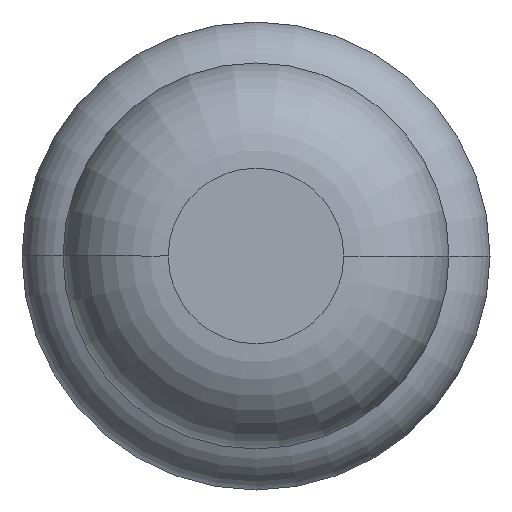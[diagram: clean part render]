
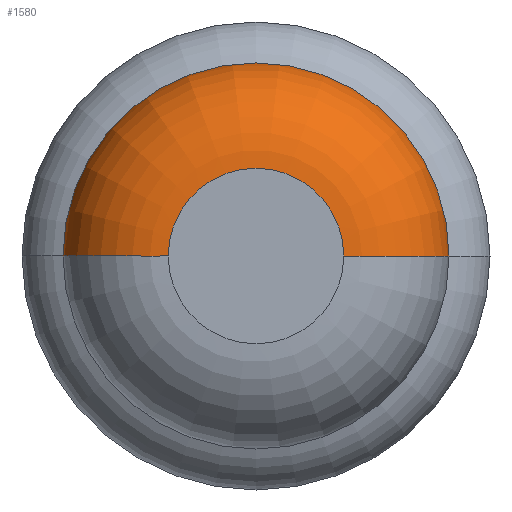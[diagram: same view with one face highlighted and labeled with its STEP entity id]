
A CAD part, front view. The second image highlights one B-rep face of the part: STEP entity #1580.
In plain terms, the highlighted toroidal (fillet/blend) face has major radius 0.375 mm and minor radius 0.45 mm.
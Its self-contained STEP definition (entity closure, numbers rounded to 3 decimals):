
#43 = VERTEX_POINT ( 'NONE', #3733 ) ;
#166 = CARTESIAN_POINT ( 'NONE',  ( -0.825, -31.55, 0. ) ) ;
#180 = ORIENTED_EDGE ( 'NONE', *, *, #3275, .F. ) ;
#196 = DIRECTION ( 'NONE',  ( 0., 0., -1. ) ) ;
#212 = DIRECTION ( 'NONE',  ( 0., -1., 0. ) ) ;
#217 = DIRECTION ( 'NONE',  ( 1., 0., 0. ) ) ;
#348 = AXIS2_PLACEMENT_3D ( 'NONE', #2584, #1564, #4299 ) ;
#564 = DIRECTION ( 'NONE',  ( 1., 0., 0. ) ) ;
#672 = AXIS2_PLACEMENT_3D ( 'NONE', #2219, #212, #564 ) ;
#673 = CIRCLE ( 'NONE', #855, 0.45 ) ;
#813 = CARTESIAN_POINT ( 'NONE',  ( 0., -31.55, 0. ) ) ;
#855 = AXIS2_PLACEMENT_3D ( 'NONE', #2242, #196, #3230 ) ;
#870 = CIRCLE ( 'NONE', #4141, 0.45 ) ;
#901 = ORIENTED_EDGE ( 'NONE', *, *, #2385, .F. ) ;
#1149 = DIRECTION ( 'NONE',  ( 1., 0., 0. ) ) ;
#1513 = DIRECTION ( 'NONE',  ( 0., -1., 0. ) ) ;
#1564 = DIRECTION ( 'NONE',  ( 0., -1., 0. ) ) ;
#1580 = ADVANCED_FACE ( 'Defeature ausgef�hrt1_7', ( #2693 ), #3149, .T. ) ;
#1806 = EDGE_LOOP ( 'NONE', ( #2798, #2077, #180, #901 ) ) ;
#2074 = EDGE_CURVE ( 'NONE', #2389, #43, #870, .T. ) ;
#2077 = ORIENTED_EDGE ( 'NONE', *, *, #2074, .T. ) ;
#2219 = CARTESIAN_POINT ( 'NONE',  ( 0., -31.55, 0. ) ) ;
#2242 = CARTESIAN_POINT ( 'NONE',  ( 0.375, -31.55, 0. ) ) ;
#2385 = EDGE_CURVE ( 'NONE', #2890, #3143, #673, .T. ) ;
#2389 = VERTEX_POINT ( 'NONE', #166 ) ;
#2584 = CARTESIAN_POINT ( 'NONE',  ( 0., -32., 0. ) ) ;
#2693 = FACE_OUTER_BOUND ( 'NONE', #1806, .T. ) ;
#2798 = ORIENTED_EDGE ( 'NONE', *, *, #4143, .T. ) ;
#2890 = VERTEX_POINT ( 'NONE', #3887 ) ;
#3101 = CIRCLE ( 'NONE', #348, 0.375 ) ;
#3143 = VERTEX_POINT ( 'NONE', #4093 ) ;
#3149 = TOROIDAL_SURFACE ( 'NONE', #672, 0.375, 0.45 ) ;
#3230 = DIRECTION ( 'NONE',  ( -1., 0., 0. ) ) ;
#3275 = EDGE_CURVE ( 'Defeature ausgef�hrt1_6+Defeature ausgef�hrt1_7+Defeature ausgef�hrt1_7+Defeature ausgef�hrt1_7', #3143, #43, #3101, .T. ) ;
#3733 = CARTESIAN_POINT ( 'NONE',  ( -0.375, -32., 0. ) ) ;
#3803 = AXIS2_PLACEMENT_3D ( 'NONE', #813, #1513, #1149 ) ;
#3887 = CARTESIAN_POINT ( 'NONE',  ( 0.825, -31.55, 0. ) ) ;
#3962 = CARTESIAN_POINT ( 'NONE',  ( -0.375, -31.55, 0. ) ) ;
#4093 = CARTESIAN_POINT ( 'NONE',  ( 0.375, -32., 0. ) ) ;
#4141 = AXIS2_PLACEMENT_3D ( 'NONE', #3962, #4311, #217 ) ;
#4143 = EDGE_CURVE ( 'Defeature ausgef�hrt1_7+Defeature ausgef�hrt1_8+Defeature ausgef�hrt1_8+Defeature ausgef�hrt1_8', #2890, #2389, #4395, .T. ) ;
#4299 = DIRECTION ( 'NONE',  ( 1., 0., 0. ) ) ;
#4311 = DIRECTION ( 'NONE',  ( 0., 0., 1. ) ) ;
#4395 = CIRCLE ( 'NONE', #3803, 0.825 ) ;
